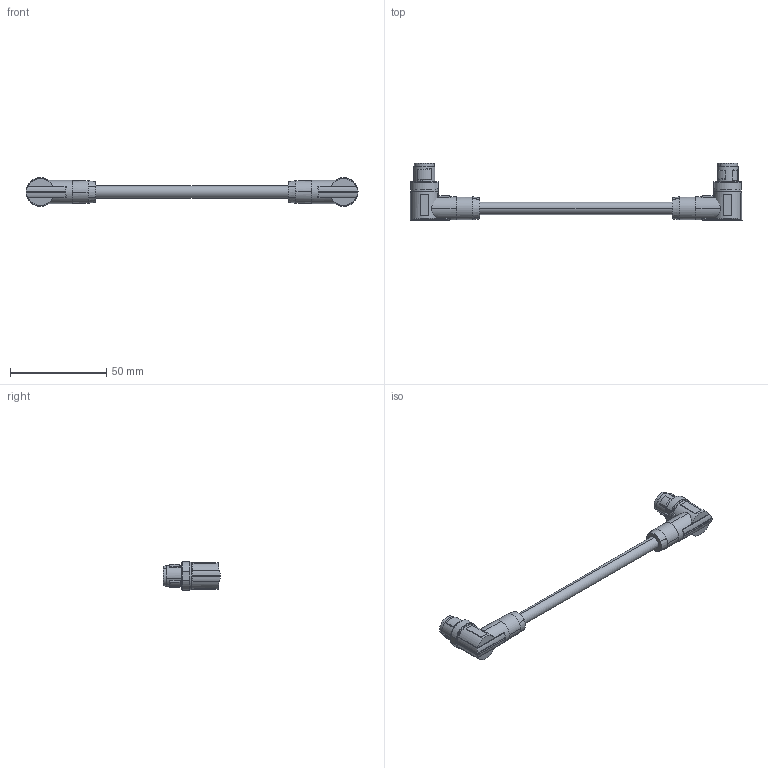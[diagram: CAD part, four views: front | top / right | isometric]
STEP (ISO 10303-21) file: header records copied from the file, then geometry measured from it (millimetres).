
FILE_DESCRIPTION(('SolidDesigner STEP Export'),'2;1');
FILE_NAME('1406113_NBC_MR_2.0_94B_MR_SCO_US-select.stp','2013-06-06T11:22:45',(''),(''),'Creo Elements/Direct Modeling STEP processor for AP214 (Solid Model)','Creo Elements/Direct Modeling 18.1 06-May-2012 (C) Parametric Technology GmbH','');
FILE_SCHEMA(('AUTOMOTIVE_DESIGN { 1 0 10303 214 1 1 1 1 }'));
Length unit declared in the file: millimetre
Products named in the file (1): 1406113_NBC_MR_2.0_94B_MR_SCO_US-select
Bounding box: 172.5 x 30 x 15 mm (x, y, z)
Volume: 15338.6 mm3; surface area: 7741 mm2
Topology: 1 solids, 1 shells, 312 faces, 792 edges, 520 vertices
Faces by surface type: plane 128, cylinder 120, cone 44, bspline 20
Entity records: 19710 total; most frequent: CARTESIAN_POINT 10129, ORIENTED_EDGE 1584, DIRECTION 1210, EDGE_CURVE 792, VERTEX_POINT 520, AXIS2_PLACEMENT_3D 439, EDGE_LOOP 350, VECTOR 332
